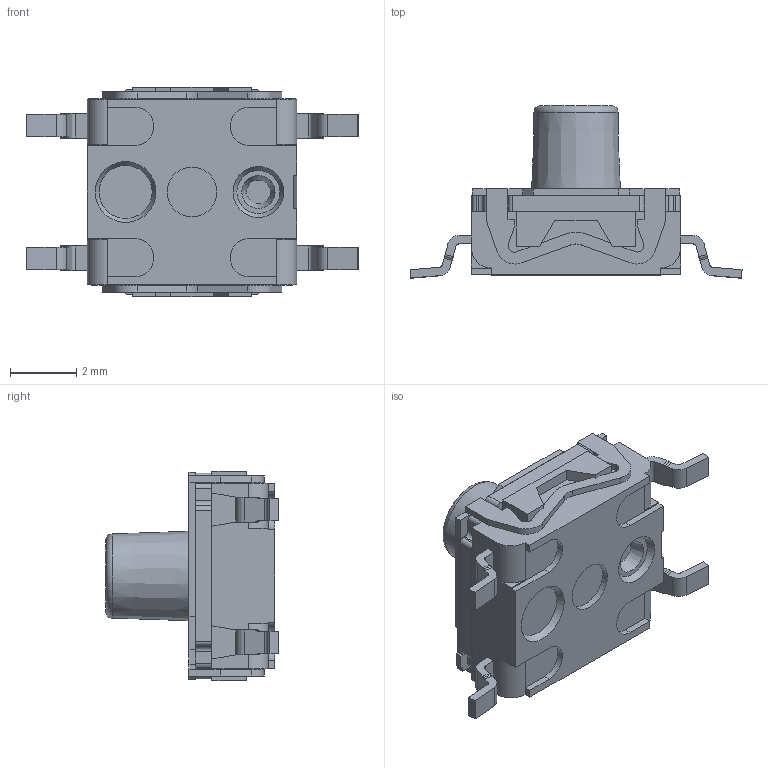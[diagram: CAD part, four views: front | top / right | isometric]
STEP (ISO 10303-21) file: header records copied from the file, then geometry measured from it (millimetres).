
FILE_DESCRIPTION(/* description */ ('STEP AP214'),/* implementation_level */ '2;1');
FILE_NAME(/* name */ 'KSC423G70SHLFG',/* time_stamp */ '2024-05-24T10:13:34+02:00',/* author */ ('License CC BY-ND 4.0'),/* organization */ ('CADENAS'),/* preprocessor_version */ 'ST-DEVELOPER v19.3',/* originating_system */ 'PARTsolutions',/* authorisation */ ' ');
FILE_SCHEMA (('AUTOMOTIVE_DESIGN {1 0 10303 214 3 1 1}'));
Length unit declared in the file: millimetre
Products named in the file (5): KSC423G70SHLFG; KSC4 - body; KSC4  - button; KSC4 - cover; KSC43G_pin
Assembly tree (7 placements, depth 2):
  KSC423G70SHLFG
    KSC4 - body
    KSC4  - button
    KSC4 - cover
    KSC43G_pin  x4
Bounding box: 10 x 5.2 x 6.3 mm (x, y, z)
Volume: 106.6 mm3; surface area: 339.5 mm2
Topology: 7 solids, 7 shells, 285 faces, 797 edges, 527 vertices
Faces by surface type: plane 210, cylinder 70, cone 4, torus 1
Full cylindrical faces by diameter (mm): 1.5 x1, 3.28 x1
Entity records: 7337 total; most frequent: CARTESIAN_POINT 1280, ORIENTED_EDGE 1256, DIRECTION 1195, EDGE_CURVE 628, LINE 527, VECTOR 527, VERTEX_POINT 419, AXIS2_PLACEMENT_3D 334
